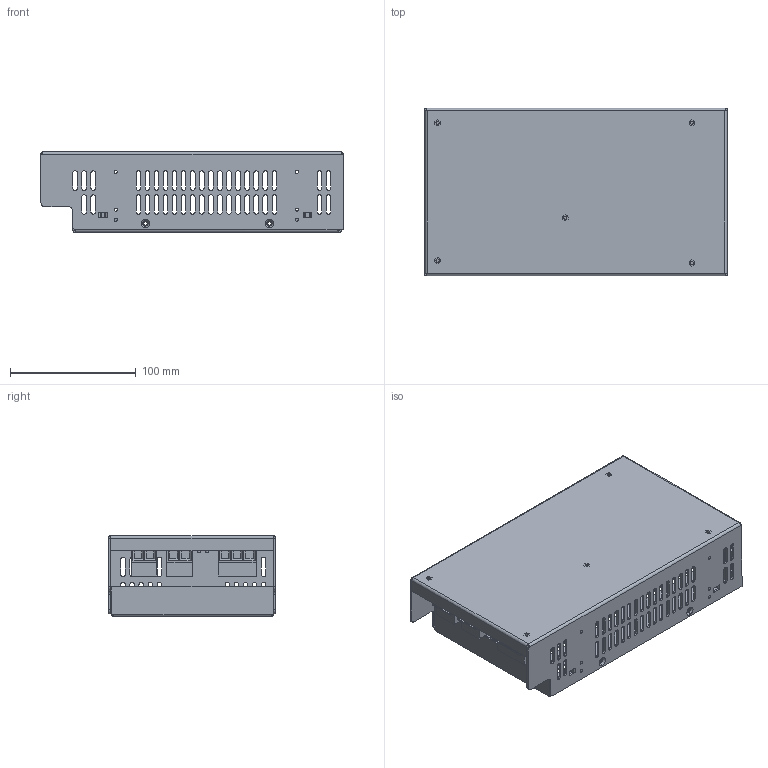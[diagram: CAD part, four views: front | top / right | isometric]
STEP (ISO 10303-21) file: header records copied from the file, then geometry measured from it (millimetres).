
FILE_DESCRIPTION (( 'STEP AP214' ), '1' );
FILE_NAME ('CDSA6H-SD350G-24V三维图-202508.25.STEP', '2025-08-25T05:07:03', ( 'China' ), ( 'Home' ), 'SwSTEP 2.0', 'SolidWorks 2020', '' );
FILE_SCHEMA (( 'AUTOMOTIVE_DESIGN' ));
Length unit declared in the file: millimetre
Products named in the file (7): 端子三位2; CDSA6H-SD350裔赽; 傷赽2弇; 萇弇ん; 盄繚啣; CDSA6H-SD350G-24V三维图-202508.25; CDSA6H-SD350菁釱
Assembly tree (8 placements, depth 2):
  CDSA6H-SD350G-24V三维图-202508.25
    CDSA6H-SD350菁釱
    CDSA6H-SD350裔赽
    盄繚啣
    萇弇ん  x2
    傷赽2弇  x2
    端子三位2
Bounding box: 240 x 133 x 64.01 mm (x, y, z)
Volume: 200528.4 mm3; surface area: 279759.2 mm2
Topology: 24 solids, 24 shells, 1489 faces, 4121 edges, 2704 vertices
Faces by surface type: plane 824, cylinder 653, cone 8, torus 4
Entity records: 48396 total; most frequent: DIRECTION 7931, CARTESIAN_POINT 7878, ORIENTED_EDGE 7730, EDGE_CURVE 3865, AXIS2_PLACEMENT_3D 2685, LINE 2561, VECTOR 2561, VERTEX_POINT 2536
